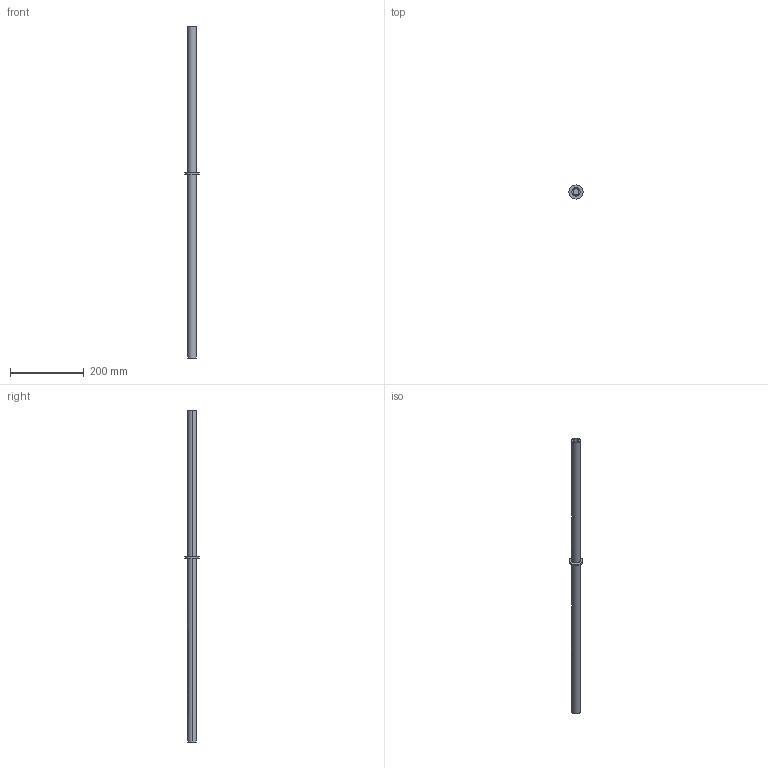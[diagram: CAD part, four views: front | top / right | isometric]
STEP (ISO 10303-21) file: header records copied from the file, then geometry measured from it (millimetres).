
FILE_DESCRIPTION (( 'STEP AP203' ), '1' );
FILE_NAME ('THANH RANG_Default_sldprt.STEP', '2022-11-12T10:58:32', ( 'Lenovo' ), ( '' ), 'SwSTEP 2.0', 'SolidWorks 2021', '' );
FILE_SCHEMA (( 'CONFIG_CONTROL_DESIGN' ));
Length unit declared in the file: millimetre
Products named in the file (1): THANH RANG_Default_sldprt
Bounding box: 38 x 38 x 898 mm (x, y, z)
Volume: 360150.6 mm3; surface area: 72710.3 mm2
Topology: 1 solids, 1 shells, 127 faces, 252 edges, 168 vertices
Faces by surface type: plane 117, cylinder 10
Entity records: 3303 total; most frequent: CARTESIAN_POINT 770, ORIENTED_EDGE 504, DIRECTION 454, EDGE_CURVE 252, EDGE_LOOP 168, VERTEX_POINT 168, VECTOR 158, LINE 158
